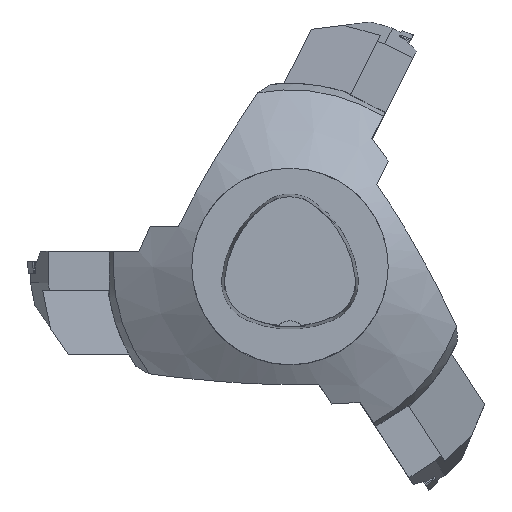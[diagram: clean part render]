
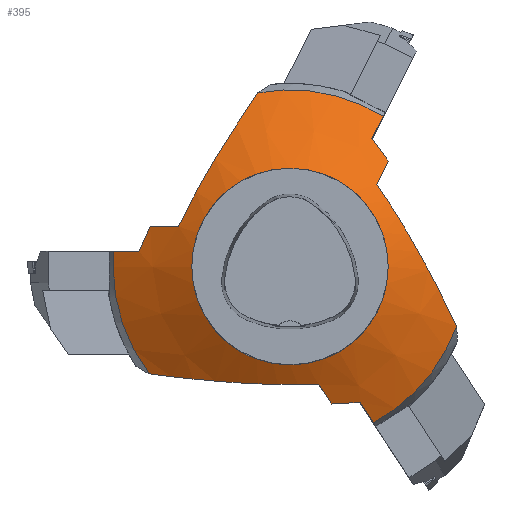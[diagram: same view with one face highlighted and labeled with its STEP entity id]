
A CAD part, top view. The second image highlights one B-rep face of the part: STEP entity #395.
In plain terms, the highlighted conical face has half-angle 60 degrees and reference radius 72.02 mm.
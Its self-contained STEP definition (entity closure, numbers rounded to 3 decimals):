
#249=B_SPLINE_CURVE_WITH_KNOTS('',3,(#3053,#3054,#3055,#3056),
 .UNSPECIFIED.,.F.,.F.,(4,4),(0.,1.),.UNSPECIFIED.);
#250=B_SPLINE_CURVE_WITH_KNOTS('',3,(#3059,#3060,#3061,#3062),
 .UNSPECIFIED.,.F.,.F.,(4,4),(0.,1.),.UNSPECIFIED.);
#251=B_SPLINE_CURVE_WITH_KNOTS('',3,(#3063,#3064,#3065,#3066,#3067,#3068,
#3069,#3070),.UNSPECIFIED.,.F.,.F.,(4,2,2,4),(0.,0.25,0.5,1.),
 .UNSPECIFIED.);
#252=B_SPLINE_CURVE_WITH_KNOTS('',3,(#3072,#3073,#3074,#3075,#3076,#3077,
#3078,#3079,#3080,#3081),.UNSPECIFIED.,.F.,.F.,(4,3,3,4),(0.,0.321,
0.643,1.),.UNSPECIFIED.);
#253=B_SPLINE_CURVE_WITH_KNOTS('',3,(#3083,#3084,#3085,#3086),
 .UNSPECIFIED.,.F.,.F.,(4,4),(0.,1.),.UNSPECIFIED.);
#254=B_SPLINE_CURVE_WITH_KNOTS('',3,(#3088,#3089,#3090,#3091),
 .UNSPECIFIED.,.F.,.F.,(4,4),(0.,1.),.UNSPECIFIED.);
#255=B_SPLINE_CURVE_WITH_KNOTS('',3,(#3093,#3094,#3095,#3096),
 .UNSPECIFIED.,.F.,.F.,(4,4),(0.,1.),.UNSPECIFIED.);
#256=B_SPLINE_CURVE_WITH_KNOTS('',3,(#3097,#3098,#3099,#3100,#3101,#3102,
#3103,#3104),.UNSPECIFIED.,.F.,.F.,(4,2,2,4),(0.,0.25,0.5,1.),
 .UNSPECIFIED.);
#257=B_SPLINE_CURVE_WITH_KNOTS('',3,(#3106,#3107,#3108,#3109),
 .UNSPECIFIED.,.F.,.F.,(4,4),(0.,1.),.UNSPECIFIED.);
#258=B_SPLINE_CURVE_WITH_KNOTS('',3,(#3111,#3112,#3113,#3114),
 .UNSPECIFIED.,.F.,.F.,(4,4),(0.,1.),.UNSPECIFIED.);
#259=B_SPLINE_CURVE_WITH_KNOTS('',3,(#3116,#3117,#3118,#3119),
 .UNSPECIFIED.,.F.,.F.,(4,4),(0.,1.),.UNSPECIFIED.);
#260=B_SPLINE_CURVE_WITH_KNOTS('',3,(#3120,#3121,#3122,#3123,#3124,#3125,
#3126,#3127),.UNSPECIFIED.,.F.,.F.,(4,2,2,4),(0.,0.25,0.5,1.),
 .UNSPECIFIED.);
#261=B_SPLINE_CURVE_WITH_KNOTS('',3,(#3129,#3130,#3131,#3132),
 .UNSPECIFIED.,.F.,.F.,(4,4),(0.,1.),.UNSPECIFIED.);
#272=CONICAL_SURFACE('',#2163,72.021,60.);
#395=ADVANCED_FACE('',(#535,#536),#272,.T.);
#481=CIRCLE('',#2099,40.);
#501=CIRCLE('',#2155,72.021);
#502=CIRCLE('',#2158,72.021);
#503=CIRCLE('',#2161,72.021);
#535=FACE_BOUND('',#600,.T.);
#536=FACE_BOUND('',#601,.T.);
#600=EDGE_LOOP('',(#842,#843,#844,#845,#846,#847,#848,#849,#850,#851,#852,
#853,#854,#855,#856,#857));
#601=EDGE_LOOP('',(#858));
#842=ORIENTED_EDGE('',*,*,#1459,.T.);
#843=ORIENTED_EDGE('',*,*,#1460,.T.);
#844=ORIENTED_EDGE('',*,*,#1448,.T.);
#845=ORIENTED_EDGE('',*,*,#1461,.F.);
#846=ORIENTED_EDGE('',*,*,#1462,.T.);
#847=ORIENTED_EDGE('',*,*,#1463,.F.);
#848=ORIENTED_EDGE('',*,*,#1464,.T.);
#849=ORIENTED_EDGE('',*,*,#1465,.T.);
#850=ORIENTED_EDGE('',*,*,#1456,.T.);
#851=ORIENTED_EDGE('',*,*,#1466,.F.);
#852=ORIENTED_EDGE('',*,*,#1467,.F.);
#853=ORIENTED_EDGE('',*,*,#1468,.T.);
#854=ORIENTED_EDGE('',*,*,#1469,.T.);
#855=ORIENTED_EDGE('',*,*,#1452,.T.);
#856=ORIENTED_EDGE('',*,*,#1470,.F.);
#857=ORIENTED_EDGE('',*,*,#1471,.F.);
#858=ORIENTED_EDGE('',*,*,#1399,.F.);
#1228=VERTEX_POINT('',#2881);
#1260=VERTEX_POINT('',#2993);
#1261=VERTEX_POINT('',#2995);
#1263=VERTEX_POINT('',#3014);
#1264=VERTEX_POINT('',#3016);
#1266=VERTEX_POINT('',#3034);
#1267=VERTEX_POINT('',#3036);
#1269=VERTEX_POINT('',#3057);
#1270=VERTEX_POINT('',#3058);
#1271=VERTEX_POINT('',#3071);
#1272=VERTEX_POINT('',#3082);
#1273=VERTEX_POINT('',#3087);
#1274=VERTEX_POINT('',#3092);
#1275=VERTEX_POINT('',#3105);
#1276=VERTEX_POINT('',#3110);
#1277=VERTEX_POINT('',#3115);
#1278=VERTEX_POINT('',#3128);
#1399=EDGE_CURVE('',#1228,#1228,#481,.T.);
#1448=EDGE_CURVE('',#1261,#1260,#501,.T.);
#1452=EDGE_CURVE('',#1264,#1263,#502,.T.);
#1456=EDGE_CURVE('',#1267,#1266,#503,.T.);
#1459=EDGE_CURVE('',#1269,#1270,#249,.T.);
#1460=EDGE_CURVE('',#1270,#1261,#250,.T.);
#1461=EDGE_CURVE('',#1271,#1260,#251,.T.);
#1462=EDGE_CURVE('',#1271,#1272,#252,.T.);
#1463=EDGE_CURVE('',#1273,#1272,#253,.T.);
#1464=EDGE_CURVE('',#1273,#1274,#254,.T.);
#1465=EDGE_CURVE('',#1274,#1267,#255,.T.);
#1466=EDGE_CURVE('',#1275,#1266,#256,.T.);
#1467=EDGE_CURVE('',#1276,#1275,#257,.T.);
#1468=EDGE_CURVE('',#1276,#1277,#258,.T.);
#1469=EDGE_CURVE('',#1277,#1264,#259,.T.);
#1470=EDGE_CURVE('',#1278,#1263,#260,.T.);
#1471=EDGE_CURVE('',#1269,#1278,#261,.T.);
#2099=AXIS2_PLACEMENT_3D('',#2880,#2322,#2323);
#2155=AXIS2_PLACEMENT_3D('',#2994,#2451,#2452);
#2158=AXIS2_PLACEMENT_3D('',#3015,#2457,#2458);
#2161=AXIS2_PLACEMENT_3D('',#3035,#2463,#2464);
#2163=AXIS2_PLACEMENT_3D('',#3133,#2467,#2468);
#2322=DIRECTION('',(0.,0.,1.));
#2323=DIRECTION('',(1.,0.,0.));
#2451=DIRECTION('',(0.,0.,1.));
#2452=DIRECTION('',(1.,0.,0.));
#2457=DIRECTION('',(0.,0.,1.));
#2458=DIRECTION('',(1.,0.,0.));
#2463=DIRECTION('',(0.,0.,1.));
#2464=DIRECTION('',(1.,0.,0.));
#2467=DIRECTION('',(0.,0.,-1.));
#2468=DIRECTION('',(-1.,0.,0.));
#2880=CARTESIAN_POINT('',(0.,0.,-42.513));
#2881=CARTESIAN_POINT('',(40.,0.,-42.513));
#2993=CARTESIAN_POINT('',(-57.306,-43.623,-61.));
#2994=CARTESIAN_POINT('',(0.,0.,-61.));
#2995=CARTESIAN_POINT('',(-71.752,6.218,-61.));
#3014=CARTESIAN_POINT('',(-13.099,70.819,-61.));
#3015=CARTESIAN_POINT('',(0.,0.,-61.));
#3016=CARTESIAN_POINT('',(37.901,61.241,-61.));
#3034=CARTESIAN_POINT('',(67.839,-24.184,-61.));
#3035=CARTESIAN_POINT('',(0.,0.,-61.));
#3036=CARTESIAN_POINT('',(33.975,-63.503,-61.));
#3053=CARTESIAN_POINT('',(-56.918,16.399,-53.617));
#3054=CARTESIAN_POINT('',(-58.51,13.007,-53.959));
#3055=CARTESIAN_POINT('',(-60.045,9.612,-54.468));
#3056=CARTESIAN_POINT('',(-61.528,6.218,-55.123));
#3057=CARTESIAN_POINT('',(-56.918,16.399,-53.617));
#3058=CARTESIAN_POINT('',(-61.528,6.218,-55.123));
#3059=CARTESIAN_POINT('',(-61.528,6.218,-55.123));
#3060=CARTESIAN_POINT('',(-64.937,6.218,-57.081));
#3061=CARTESIAN_POINT('',(-68.344,6.218,-59.04));
#3062=CARTESIAN_POINT('',(-71.752,6.218,-61.));
#3063=CARTESIAN_POINT('',(11.361,-47.791,-47.78));
#3064=CARTESIAN_POINT('',(5.445,-48.003,-47.109));
#3065=CARTESIAN_POINT('',(-0.438,-48.05,-46.958));
#3066=CARTESIAN_POINT('',(-12.134,-47.816,-47.702));
#3067=CARTESIAN_POINT('',(-17.949,-47.535,-48.592));
#3068=CARTESIAN_POINT('',(-35.314,-46.312,-52.471));
#3069=CARTESIAN_POINT('',(-46.411,-45.044,-56.492));
#3070=CARTESIAN_POINT('',(-57.306,-43.623,-61.));
#3071=CARTESIAN_POINT('',(11.361,-47.791,-47.78));
#3072=CARTESIAN_POINT('',(11.361,-47.791,-47.78));
#3073=CARTESIAN_POINT('',(11.405,-47.79,-47.785));
#3074=CARTESIAN_POINT('',(11.449,-47.795,-47.794));
#3075=CARTESIAN_POINT('',(11.489,-47.806,-47.806));
#3076=CARTESIAN_POINT('',(11.53,-47.817,-47.817));
#3077=CARTESIAN_POINT('',(11.569,-47.835,-47.832));
#3078=CARTESIAN_POINT('',(11.602,-47.857,-47.85));
#3079=CARTESIAN_POINT('',(11.639,-47.882,-47.869));
#3080=CARTESIAN_POINT('',(11.67,-47.914,-47.891));
#3081=CARTESIAN_POINT('',(11.694,-47.95,-47.914));
#3082=CARTESIAN_POINT('',(11.694,-47.95,-47.914));
#3083=CARTESIAN_POINT('',(16.886,-55.915,-53.141));
#3084=CARTESIAN_POINT('',(15.158,-53.265,-51.388));
#3085=CARTESIAN_POINT('',(13.428,-50.611,-49.644));
#3086=CARTESIAN_POINT('',(11.694,-47.95,-47.914));
#3087=CARTESIAN_POINT('',(16.886,-55.915,-53.141));
#3088=CARTESIAN_POINT('',(16.886,-55.915,-53.141));
#3089=CARTESIAN_POINT('',(20.817,-55.739,-53.7));
#3090=CARTESIAN_POINT('',(24.718,-55.506,-54.439));
#3091=CARTESIAN_POINT('',(28.58,-55.228,-55.321));
#3092=CARTESIAN_POINT('',(28.58,-55.228,-55.321));
#3093=CARTESIAN_POINT('',(28.58,-55.228,-55.321));
#3094=CARTESIAN_POINT('',(30.379,-57.987,-57.213));
#3095=CARTESIAN_POINT('',(32.177,-60.745,-59.106));
#3096=CARTESIAN_POINT('',(33.975,-63.503,-61.));
#3097=CARTESIAN_POINT('',(35.297,33.517,-47.522));
#3098=CARTESIAN_POINT('',(38.54,28.834,-47.017));
#3099=CARTESIAN_POINT('',(41.635,24.093,-47.004));
#3100=CARTESIAN_POINT('',(47.539,14.5,-47.933));
#3101=CARTESIAN_POINT('',(50.352,9.644,-48.871));
#3102=CARTESIAN_POINT('',(58.449,-5.029,-52.771));
#3103=CARTESIAN_POINT('',(63.251,-14.638,-56.655));
#3104=CARTESIAN_POINT('',(67.839,-24.184,-61.));
#3105=CARTESIAN_POINT('',(35.297,33.517,-47.522));
#3106=CARTESIAN_POINT('',(40.096,43.016,-53.37));
#3107=CARTESIAN_POINT('',(38.5,39.856,-51.407));
#3108=CARTESIAN_POINT('',(36.901,36.691,-49.455));
#3109=CARTESIAN_POINT('',(35.297,33.517,-47.522));
#3110=CARTESIAN_POINT('',(40.096,43.016,-53.37));
#3111=CARTESIAN_POINT('',(40.096,43.016,-53.37));
#3112=CARTESIAN_POINT('',(37.881,46.152,-53.823));
#3113=CARTESIAN_POINT('',(35.637,49.233,-54.449));
#3114=CARTESIAN_POINT('',(33.368,52.267,-55.221));
#3115=CARTESIAN_POINT('',(33.368,52.267,-55.221));
#3116=CARTESIAN_POINT('',(33.368,52.267,-55.221));
#3117=CARTESIAN_POINT('',(34.88,55.259,-57.146));
#3118=CARTESIAN_POINT('',(36.391,58.25,-59.073));
#3119=CARTESIAN_POINT('',(37.901,61.241,-61.));
#3120=CARTESIAN_POINT('',(-45.427,16.399,-47.303));
#3121=CARTESIAN_POINT('',(-43.067,21.297,-46.981));
#3122=CARTESIAN_POINT('',(-40.592,26.104,-47.114));
#3123=CARTESIAN_POINT('',(-35.426,35.548,-48.232));
#3124=CARTESIAN_POINT('',(-32.728,40.2,-49.218));
#3125=CARTESIAN_POINT('',(-24.45,53.864,-53.113));
#3126=CARTESIAN_POINT('',(-18.799,62.442,-56.843));
#3127=CARTESIAN_POINT('',(-13.099,70.819,-61.));
#3128=CARTESIAN_POINT('',(-45.427,16.399,-47.303));
#3129=CARTESIAN_POINT('',(-56.918,16.399,-53.617));
#3130=CARTESIAN_POINT('',(-53.096,16.399,-51.497));
#3131=CARTESIAN_POINT('',(-49.268,16.399,-49.389));
#3132=CARTESIAN_POINT('',(-45.427,16.399,-47.303));
#3133=CARTESIAN_POINT('',(0.,0.,-61.));
